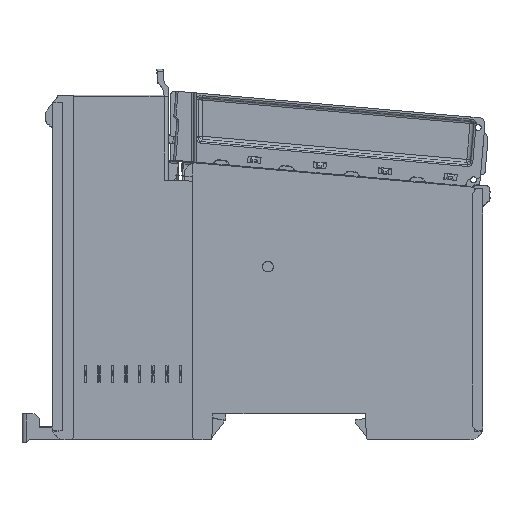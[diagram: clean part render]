
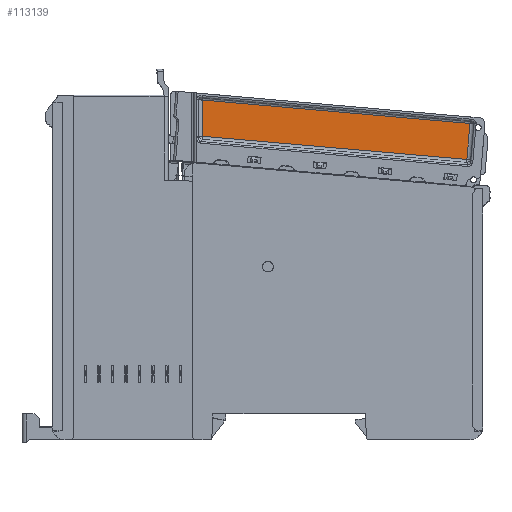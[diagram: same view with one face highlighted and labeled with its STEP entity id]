
A CAD part, top view. The second image highlights one B-rep face of the part: STEP entity #113139.
In plain terms, the highlighted planar face has unit normal (0, 0, 1).
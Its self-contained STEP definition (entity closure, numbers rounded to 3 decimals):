
#57726=DIRECTION('',(0.,1.,0.));
#57727=VECTOR('',#57726,8.411);
#57728=CARTESIAN_POINT('',(-20.2,64.932,
-16.158));
#57729=LINE('',#57728,#57727);
#57730=DIRECTION('',(0.996,-0.087,0.));
#57731=VECTOR('',#57730,61.607);
#57732=CARTESIAN_POINT('',(-20.2,64.932,
-16.158));
#57733=LINE('',#57732,#57731);
#57757=DIRECTION('',(0.087,0.996,0.));
#57758=VECTOR('',#57757,8.379);
#57759=CARTESIAN_POINT('',(41.172,59.562,
-16.158));
#57760=LINE('',#57759,#57758);
#57815=DIRECTION('',(-0.996,0.087,0.));
#57816=VECTOR('',#57815,62.34);
#57817=CARTESIAN_POINT('',(41.902,67.909,
-16.158));
#57818=LINE('',#57817,#57816);
#69092=CARTESIAN_POINT('',(-20.2,64.932,
-16.158));
#69094=VERTEX_POINT('',#69092);
#69101=CARTESIAN_POINT('',(41.902,67.909,
-16.158));
#69102=VERTEX_POINT('',#69101);
#69103=CARTESIAN_POINT('',(-20.2,73.342,
-16.158));
#69104=VERTEX_POINT('',#69103);
#69255=CARTESIAN_POINT('',(41.172,59.562,
-16.158));
#69256=VERTEX_POINT('',#69255);
#113125=CARTESIAN_POINT('',(68.607,51.544,
-16.158));
#113126=DIRECTION('',(0.,0.,1.));
#113127=DIRECTION('',(0.996,-0.087,0.));
#113128=AXIS2_PLACEMENT_3D('',#113125,#113126,#113127);
#113129=PLANE('',#113128);
#113131=ORIENTED_EDGE('',*,*,#113130,.F.);
#113132=ORIENTED_EDGE('',*,*,#113118,.T.);
#113134=ORIENTED_EDGE('',*,*,#113133,.F.);
#113136=ORIENTED_EDGE('',*,*,#113135,.F.);
#113137=EDGE_LOOP('',(#113131,#113132,#113134,#113136));
#113138=FACE_OUTER_BOUND('',#113137,.F.);
#113139=ADVANCED_FACE('',(#113138),#113129,.T.);
#113118=EDGE_CURVE('',#69094,#69104,#57729,.T.);
#113130=EDGE_CURVE('',#69094,#69256,#57733,.T.);
#113133=EDGE_CURVE('',#69102,#69104,#57818,.T.);
#113135=EDGE_CURVE('',#69256,#69102,#57760,.T.);
